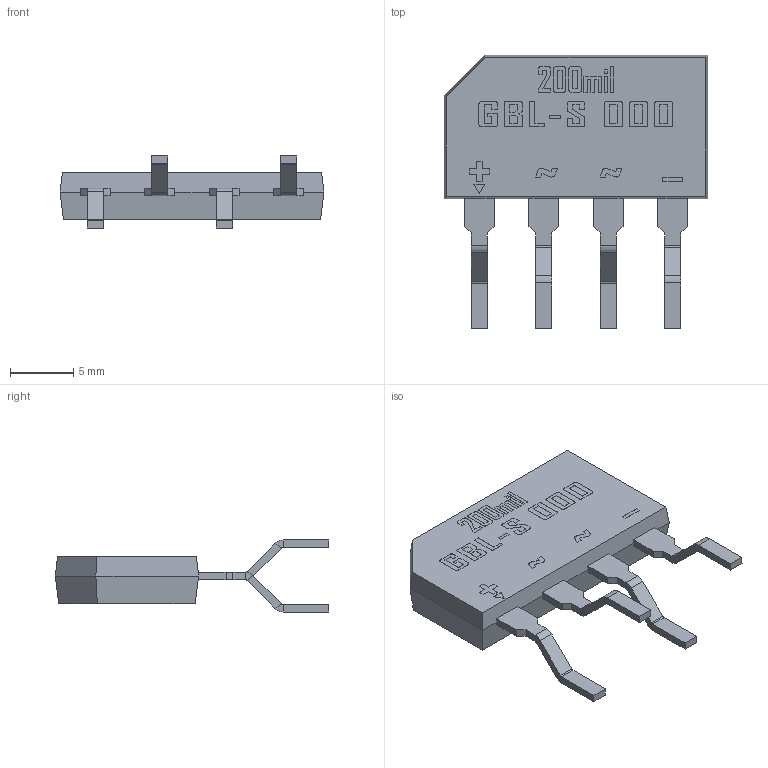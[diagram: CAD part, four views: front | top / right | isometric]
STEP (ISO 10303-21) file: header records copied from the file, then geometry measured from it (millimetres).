
FILE_DESCRIPTION (( 'STEP AP214' ), '1' );
FILE_NAME ('GBL___GBL-S__.STEP', '2023-03-01T22:26:28', ( '' ), ( '' ), 'SwSTEP 2.0', 'SolidWorks 2020', '' );
FILE_SCHEMA (( 'AUTOMOTIVE_DESIGN' ));
Length unit declared in the file: millimetre
Products named in the file (1): GBL___GBL-S__
Bounding box: 20.8 x 21.55 x 5.68 mm (x, y, z)
Volume: 864.3 mm3; surface area: 851.1 mm2
Topology: 1 solids, 1 shells, 360 faces, 924 edges, 593 vertices
Faces by surface type: plane 291, bspline 53, cylinder 16
Entity records: 15428 total; most frequent: CARTESIAN_POINT 3891, ORIENTED_EDGE 1848, DIRECTION 1466, EDGE_CURVE 924, VECTOR 786, LINE 786, VERTEX_POINT 593, EDGE_LOOP 387
